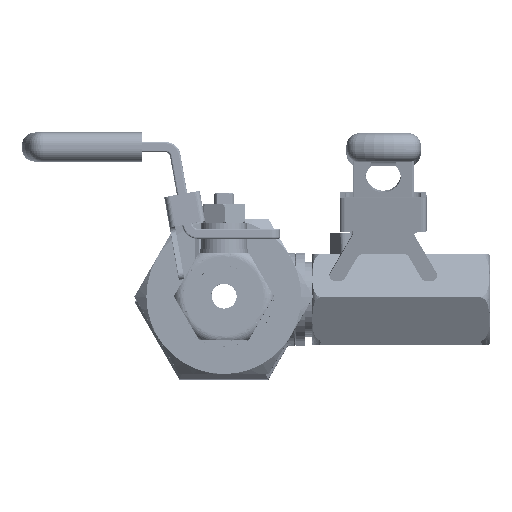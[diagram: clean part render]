
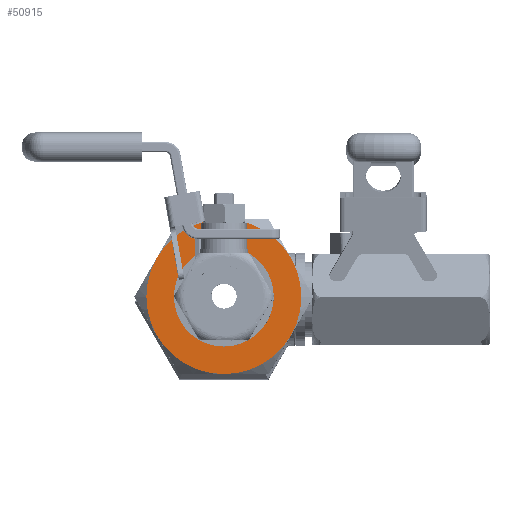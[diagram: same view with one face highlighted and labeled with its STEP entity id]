
A CAD part, top view. The second image highlights one B-rep face of the part: STEP entity #50915.
In plain terms, the highlighted planar face has unit normal (0, 0, 1).
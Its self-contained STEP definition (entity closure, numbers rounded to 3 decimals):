
#892 = VERTEX_POINT ( 'NONE', #52657 ) ;
#1646 = VERTEX_POINT ( 'NONE', #32406 ) ;
#3880 = CARTESIAN_POINT ( 'NONE',  ( 0., 0., 23.5 ) ) ;
#3971 = EDGE_CURVE ( 'NONE', #38843, #22489, #28442, .T. ) ;
#4435 = DIRECTION ( 'NONE',  ( 0., 0., 1. ) ) ;
#4586 = CARTESIAN_POINT ( 'NONE',  ( 0., 0., 23.5 ) ) ;
#4727 = CARTESIAN_POINT ( 'NONE',  ( 0., 0., 23.5 ) ) ;
#4857 = DIRECTION ( 'NONE',  ( 0., 0., 1. ) ) ;
#4993 = AXIS2_PLACEMENT_3D ( 'NONE', #10252, #27041, #6120 ) ;
#5717 = EDGE_CURVE ( 'NONE', #14624, #21924, #17440, .T. ) ;
#6114 = CARTESIAN_POINT ( 'NONE',  ( 13.164, -7.6, 23.5 ) ) ;
#6120 = DIRECTION ( 'NONE',  ( 1., 0., 0. ) ) ;
#6830 = ORIENTED_EDGE ( 'NONE', *, *, #14772, .T. ) ;
#7378 = ORIENTED_EDGE ( 'NONE', *, *, #38482, .F. ) ;
#7620 = DIRECTION ( 'NONE',  ( 1., 0., 0. ) ) ;
#9508 = DIRECTION ( 'NONE',  ( 1., 0., 0. ) ) ;
#9682 = CIRCLE ( 'NONE', #20258, 9.8 ) ;
#9782 = DIRECTION ( 'NONE',  ( 0., 0., 1. ) ) ;
#10050 = CARTESIAN_POINT ( 'NONE',  ( 0., 0., 23.5 ) ) ;
#10252 = CARTESIAN_POINT ( 'NONE',  ( 0., 0., 23.5 ) ) ;
#10943 = EDGE_CURVE ( 'NONE', #1646, #36553, #20996, .T. ) ;
#12173 = AXIS2_PLACEMENT_3D ( 'NONE', #4727, #42907, #21785 ) ;
#12816 = DIRECTION ( 'NONE',  ( 0., 0., -1. ) ) ;
#13898 = CIRCLE ( 'NONE', #41040, 15.2 ) ;
#14534 = DIRECTION ( 'NONE',  ( 1., 0., 0. ) ) ;
#14624 = VERTEX_POINT ( 'NONE', #6114 ) ;
#14772 = EDGE_CURVE ( 'NONE', #36553, #47644, #49629, .T. ) ;
#16260 = EDGE_CURVE ( 'NONE', #21924, #22489, #47973, .T. ) ;
#16502 = ORIENTED_EDGE ( 'NONE', *, *, #19447, .T. ) ;
#17440 = CIRCLE ( 'NONE', #53358, 15.2 ) ;
#18816 = FACE_OUTER_BOUND ( 'NONE', #49955, .T. ) ;
#19092 = ORIENTED_EDGE ( 'NONE', *, *, #27740, .F. ) ;
#19447 = EDGE_CURVE ( 'NONE', #47644, #14624, #13898, .T. ) ;
#20258 = AXIS2_PLACEMENT_3D ( 'NONE', #43731, #47008, #51115 ) ;
#20996 = CIRCLE ( 'NONE', #37752, 15.2 ) ;
#21128 = EDGE_CURVE ( 'NONE', #38843, #1646, #35859, .T. ) ;
#21785 = DIRECTION ( 'NONE',  ( 1., 0., 0. ) ) ;
#21924 = VERTEX_POINT ( 'NONE', #34390 ) ;
#22489 = VERTEX_POINT ( 'NONE', #35838 ) ;
#24226 = ORIENTED_EDGE ( 'NONE', *, *, #21128, .T. ) ;
#24329 = AXIS2_PLACEMENT_3D ( 'NONE', #28526, #45264, #7620 ) ;
#26038 = DIRECTION ( 'NONE',  ( 1., 0., 0. ) ) ;
#27041 = DIRECTION ( 'NONE',  ( 0., 0., 1. ) ) ;
#27696 = ORIENTED_EDGE ( 'NONE', *, *, #5717, .T. ) ;
#27740 = EDGE_CURVE ( 'NONE', #892, #37757, #33157, .T. ) ;
#27755 = CARTESIAN_POINT ( 'NONE',  ( 0., 0., 23.5 ) ) ;
#28442 = CIRCLE ( 'NONE', #46830, 15.2 ) ;
#28526 = CARTESIAN_POINT ( 'NONE',  ( 0., 0., 23.5 ) ) ;
#29704 = AXIS2_PLACEMENT_3D ( 'NONE', #4586, #4857, #26038 ) ;
#31365 = EDGE_LOOP ( 'NONE', ( #7378, #19092 ) ) ;
#31693 = PLANE ( 'NONE',  #4993 ) ;
#31824 = CARTESIAN_POINT ( 'NONE',  ( 0., 0., 23.5 ) ) ;
#32368 = DIRECTION ( 'NONE',  ( 0., 0., 1. ) ) ;
#32406 = CARTESIAN_POINT ( 'NONE',  ( -15.2, 0., 23.5 ) ) ;
#33157 = CIRCLE ( 'NONE', #29704, 9.8 ) ;
#34390 = CARTESIAN_POINT ( 'NONE',  ( 13.164, 7.6, 23.5 ) ) ;
#35838 = CARTESIAN_POINT ( 'NONE',  ( 0., 15.2, 23.5 ) ) ;
#35859 = CIRCLE ( 'NONE', #12173, 15.2 ) ;
#36064 = FACE_BOUND ( 'NONE', #31365, .T. ) ;
#36553 = VERTEX_POINT ( 'NONE', #45808 ) ;
#37752 = AXIS2_PLACEMENT_3D ( 'NONE', #31824, #43918, #14534 ) ;
#37757 = VERTEX_POINT ( 'NONE', #37798 ) ;
#37798 = CARTESIAN_POINT ( 'NONE',  ( -9.8, 0., 23.5 ) ) ;
#37814 = CARTESIAN_POINT ( 'NONE',  ( 0., -15.2, 23.5 ) ) ;
#38482 = EDGE_CURVE ( 'NONE', #37757, #892, #9682, .T. ) ;
#38843 = VERTEX_POINT ( 'NONE', #51578 ) ;
#41040 = AXIS2_PLACEMENT_3D ( 'NONE', #27755, #32368, #44481 ) ;
#42189 = DIRECTION ( 'NONE',  ( -1., 0., 0. ) ) ;
#42522 = ORIENTED_EDGE ( 'NONE', *, *, #10943, .T. ) ;
#42907 = DIRECTION ( 'NONE',  ( 0., 0., 1. ) ) ;
#43290 = CARTESIAN_POINT ( 'NONE',  ( 0., 0., 23.5 ) ) ;
#43731 = CARTESIAN_POINT ( 'NONE',  ( 0., 0., 23.5 ) ) ;
#43918 = DIRECTION ( 'NONE',  ( 0., 0., 1. ) ) ;
#44481 = DIRECTION ( 'NONE',  ( 1., 0., 0. ) ) ;
#45264 = DIRECTION ( 'NONE',  ( 0., 0., 1. ) ) ;
#45808 = CARTESIAN_POINT ( 'NONE',  ( -13.164, -7.6, 23.5 ) ) ;
#46830 = AXIS2_PLACEMENT_3D ( 'NONE', #43290, #12816, #42189 ) ;
#47008 = DIRECTION ( 'NONE',  ( 0., 0., 1. ) ) ;
#47644 = VERTEX_POINT ( 'NONE', #37814 ) ;
#47973 = CIRCLE ( 'NONE', #24329, 15.2 ) ;
#49629 = CIRCLE ( 'NONE', #53979, 15.2 ) ;
#49728 = DIRECTION ( 'NONE',  ( 1., 0., 0. ) ) ;
#49955 = EDGE_LOOP ( 'NONE', ( #27696, #53220, #53750, #24226, #42522, #6830, #16502 ) ) ;
#50915 = ADVANCED_FACE ( 'NONE', ( #36064, #18816 ), #31693, .T. ) ;
#51115 = DIRECTION ( 'NONE',  ( 1., 0., 0. ) ) ;
#51578 = CARTESIAN_POINT ( 'NONE',  ( -13.164, 7.6, 23.5 ) ) ;
#52657 = CARTESIAN_POINT ( 'NONE',  ( 9.8, 0., 23.5 ) ) ;
#53220 = ORIENTED_EDGE ( 'NONE', *, *, #16260, .T. ) ;
#53358 = AXIS2_PLACEMENT_3D ( 'NONE', #10050, #9782, #9508 ) ;
#53750 = ORIENTED_EDGE ( 'NONE', *, *, #3971, .F. ) ;
#53979 = AXIS2_PLACEMENT_3D ( 'NONE', #3880, #4435, #49728 ) ;
